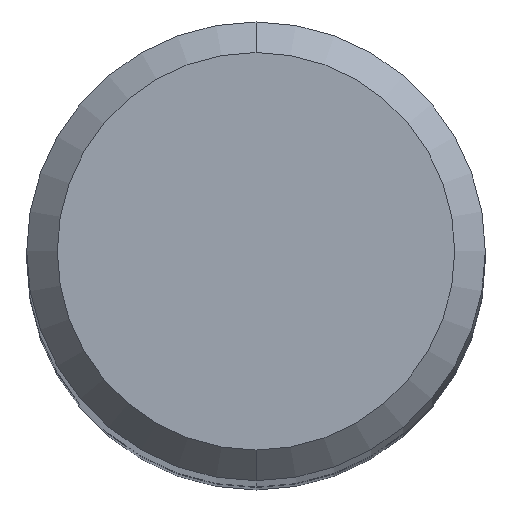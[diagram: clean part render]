
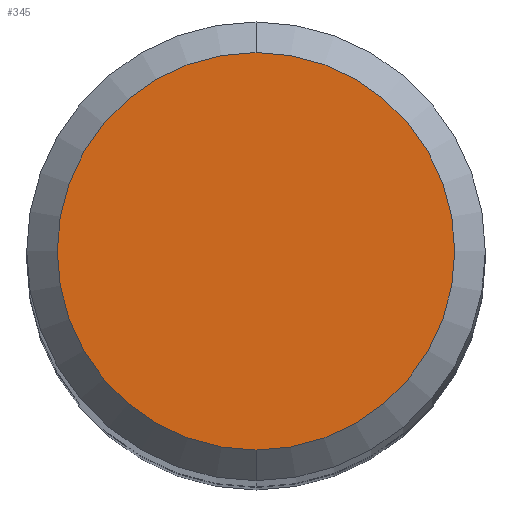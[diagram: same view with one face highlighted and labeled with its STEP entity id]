
A CAD part, top view. The second image highlights one B-rep face of the part: STEP entity #345.
In plain terms, the highlighted planar face has unit normal (0, 0, 1).
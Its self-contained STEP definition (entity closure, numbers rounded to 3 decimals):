
#257=VERTEX_POINT('',#564);
#313=EDGE_CURVE('',#401,#257,#625,.T.);
#345=ADVANCED_FACE('',(#664),#665,.T.);
#369=EDGE_CURVE('',#257,#401,#690,.T.);
#401=VERTEX_POINT('',#724);
#564=CARTESIAN_POINT('',(0.0,2.6,0.0));
#625=CIRCLE('',#1138,2.6);
#664=FACE_OUTER_BOUND('',#1187,.T.);
#665=PLANE('',#1188);
#690=CIRCLE('',#1264,2.6);
#724=CARTESIAN_POINT('',(0.,-2.6,0.0));
#1138=AXIS2_PLACEMENT_3D('',#1573,#1574,#1575);
#1187=EDGE_LOOP('',(#1622,#1623));
#1188=AXIS2_PLACEMENT_3D('',#1624,#1625,#1626);
#1264=AXIS2_PLACEMENT_3D('',#1648,#1649,#1650);
#1573=CARTESIAN_POINT('',(0.0,0.0,0.0));
#1574=DIRECTION('',(0.0,0.0,-1.0));
#1575=DIRECTION('',(0.0,1.0,0.0));
#1622=ORIENTED_EDGE('',*,*,#369,.F.);
#1623=ORIENTED_EDGE('',*,*,#313,.F.);
#1624=CARTESIAN_POINT('',(0.0,1.3,0.0));
#1625=DIRECTION('',(-0.0,0.0,1.0));
#1626=DIRECTION('',(0.0,-1.0,0.0));
#1648=CARTESIAN_POINT('',(0.0,0.0,0.0));
#1649=DIRECTION('',(0.0,0.0,-1.0));
#1650=DIRECTION('',(0.0,1.0,0.0));
